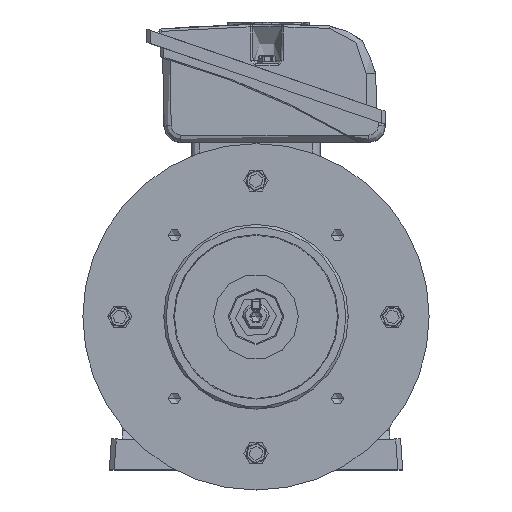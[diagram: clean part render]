
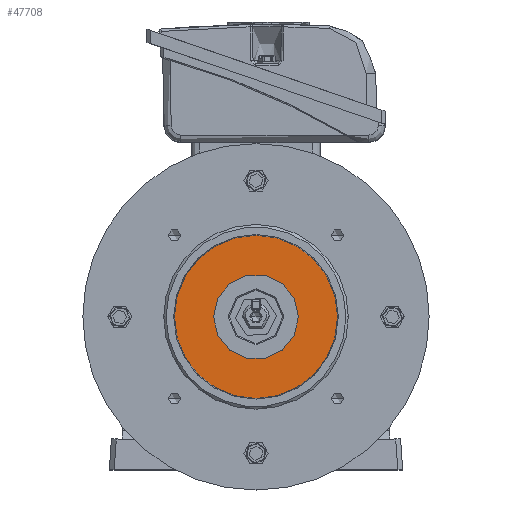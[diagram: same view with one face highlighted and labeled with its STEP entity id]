
A CAD part, top view. The second image highlights one B-rep face of the part: STEP entity #47708.
In plain terms, the highlighted face is planar.
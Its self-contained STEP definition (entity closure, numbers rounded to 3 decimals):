
#1304 = DIRECTION ( 'NONE',  ( 1., 0., 0. ) ) ;
#1698 = CARTESIAN_POINT ( 'NONE',  ( 0., 0., -3.501 ) ) ;
#2100 = PLANE ( 'NONE',  #30873 ) ;
#2676 = DIRECTION ( 'NONE',  ( 0., 0., 1. ) ) ;
#6648 = DIRECTION ( 'NONE',  ( 1., 0., 0. ) ) ;
#9384 = CARTESIAN_POINT ( 'NONE',  ( 17.5, 0., -3.501 ) ) ;
#11148 = ORIENTED_EDGE ( 'NONE', *, *, #51575, .F. ) ;
#12904 = AXIS2_PLACEMENT_3D ( 'NONE', #54047, #26994, #58603 ) ;
#13894 = EDGE_LOOP ( 'NONE', ( #11148, #17388 ) ) ;
#15418 = EDGE_CURVE ( 'NONE', #44420, #39877, #43646, .T. ) ;
#16043 = FACE_OUTER_BOUND ( 'NONE', #13894, .T. ) ;
#17388 = ORIENTED_EDGE ( 'NONE', *, *, #25672, .F. ) ;
#19689 = CIRCLE ( 'NONE', #22713, 33.686 ) ;
#20036 = AXIS2_PLACEMENT_3D ( 'NONE', #1698, #47130, #1304 ) ;
#22713 = AXIS2_PLACEMENT_3D ( 'NONE', #29183, #2676, #6648 ) ;
#24198 = CARTESIAN_POINT ( 'NONE',  ( 0., 0., -3.501 ) ) ;
#25672 = EDGE_CURVE ( 'NONE', #39744, #39951, #19689, .T. ) ;
#26994 = DIRECTION ( 'NONE',  ( 0., 0., 1. ) ) ;
#28779 = CARTESIAN_POINT ( 'NONE',  ( -17.5, 0., -3.501 ) ) ;
#28785 = DIRECTION ( 'NONE',  ( 1., 0., 0. ) ) ;
#29183 = CARTESIAN_POINT ( 'NONE',  ( 0., 0., -3.501 ) ) ;
#30382 = CIRCLE ( 'NONE', #41609, 33.686 ) ;
#30873 = AXIS2_PLACEMENT_3D ( 'NONE', #43373, #52092, #38833 ) ;
#31724 = ORIENTED_EDGE ( 'NONE', *, *, #15418, .T. ) ;
#32341 = CARTESIAN_POINT ( 'NONE',  ( 33.686, 0., -3.501 ) ) ;
#34115 = CIRCLE ( 'NONE', #20036, 17.5 ) ;
#38833 = DIRECTION ( 'NONE',  ( 1., 0., 0. ) ) ;
#39744 = VERTEX_POINT ( 'NONE', #32341 ) ;
#39877 = VERTEX_POINT ( 'NONE', #28779 ) ;
#39951 = VERTEX_POINT ( 'NONE', #52052 ) ;
#40237 = ORIENTED_EDGE ( 'NONE', *, *, #44032, .T. ) ;
#41235 = EDGE_LOOP ( 'NONE', ( #31724, #40237 ) ) ;
#41609 = AXIS2_PLACEMENT_3D ( 'NONE', #24198, #42570, #28785 ) ;
#42570 = DIRECTION ( 'NONE',  ( 0., 0., 1. ) ) ;
#43373 = CARTESIAN_POINT ( 'NONE',  ( 0., 17.5, -3.501 ) ) ;
#43646 = CIRCLE ( 'NONE', #12904, 17.5 ) ;
#44032 = EDGE_CURVE ( 'NONE', #39877, #44420, #34115, .T. ) ;
#44420 = VERTEX_POINT ( 'NONE', #9384 ) ;
#47130 = DIRECTION ( 'NONE',  ( 0., 0., 1. ) ) ;
#47708 = ADVANCED_FACE ( 'NONE', ( #16043, #48580 ), #2100, .F. ) ;
#48580 = FACE_BOUND ( 'NONE', #41235, .T. ) ;
#51575 = EDGE_CURVE ( 'NONE', #39951, #39744, #30382, .T. ) ;
#52052 = CARTESIAN_POINT ( 'NONE',  ( -33.686, 0., -3.501 ) ) ;
#52092 = DIRECTION ( 'NONE',  ( 0., 0., 1. ) ) ;
#54047 = CARTESIAN_POINT ( 'NONE',  ( 0., 0., -3.501 ) ) ;
#58603 = DIRECTION ( 'NONE',  ( 1., 0., 0. ) ) ;
